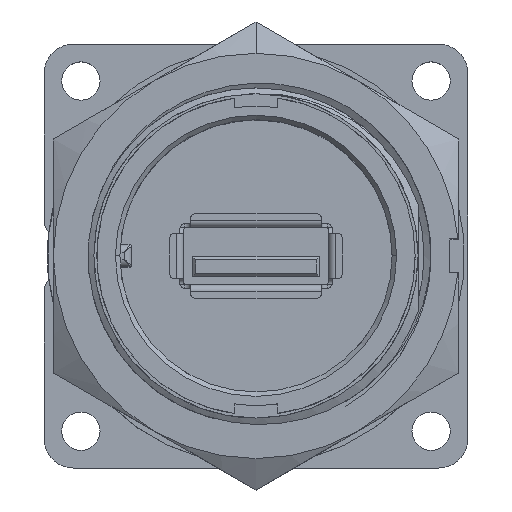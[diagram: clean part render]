
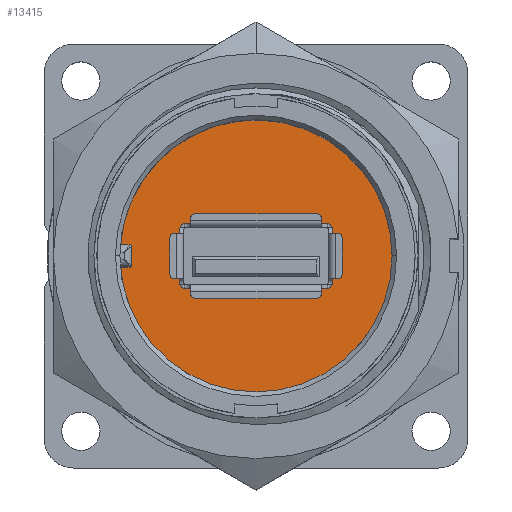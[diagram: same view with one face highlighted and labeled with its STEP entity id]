
A CAD part, top view. The second image highlights one B-rep face of the part: STEP entity #13415.
In plain terms, the highlighted planar face has unit normal (0, 0, 1).
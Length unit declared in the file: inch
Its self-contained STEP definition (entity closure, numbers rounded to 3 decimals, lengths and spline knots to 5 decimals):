
#555 = PLANE ( 'NONE',  #35523 ) ;
#556 = CARTESIAN_POINT ( 'NONE',  ( 0., 0., -0.13 ) ) ;
#557 = DIRECTION ( 'NONE',  ( 0., 0., 1. ) ) ;
#558 = DIRECTION ( 'NONE',  ( 1., 0., 0. ) ) ;
#566 = CARTESIAN_POINT ( 'NONE',  ( 0.236, -0.111, -0.13 ) ) ;
#570 = CARTESIAN_POINT ( 'NONE',  ( 0.236, 0.111, -0.13 ) ) ;
#582 = CARTESIAN_POINT ( 'NONE',  ( -0.26, 0.087, -0.13 ) ) ;
#589 = CARTESIAN_POINT ( 'NONE',  ( 0.462, 0., -0.13 ) ) ;
#656 = CARTESIAN_POINT ( 'NONE',  ( -0.427, 0.0375, -0.13 ) ) ;
#1733 = LINE ( 'NONE', #1734, #35592 ) ;
#1734 = CARTESIAN_POINT ( 'NONE',  ( -0.24, 0.111, -0.13 ) ) ;
#1735 = DIRECTION ( 'NONE',  ( -1., 0., 0. ) ) ;
#1763 = CARTESIAN_POINT ( 'NONE',  ( -0.236, 0.087, -0.13 ) ) ;
#1764 = DIRECTION ( 'NONE',  ( 0., 0., -1. ) ) ;
#1765 = DIRECTION ( 'NONE',  ( 1., 0., 0. ) ) ;
#1818 = LINE ( 'NONE', #1819, #35605 ) ;
#1819 = CARTESIAN_POINT ( 'NONE',  ( -0.422, -0.0375, -0.13 ) ) ;
#1820 = DIRECTION ( 'NONE',  ( 1., 0., 0. ) ) ;
#1824 = CARTESIAN_POINT ( 'NONE',  ( 0., 0., -0.13 ) ) ;
#1828 = DIRECTION ( 'NONE',  ( 0., 0., 1. ) ) ;
#1829 = DIRECTION ( 'NONE',  ( 1., 0., 0. ) ) ;
#1923 = LINE ( 'NONE', #1924, #35616 ) ;
#1924 = CARTESIAN_POINT ( 'NONE',  ( -0.24, -0.111, -0.13 ) ) ;
#1925 = DIRECTION ( 'NONE',  ( 1., 0., 0. ) ) ;
#1984 = CARTESIAN_POINT ( 'NONE',  ( 0.236, -0.087, -0.13 ) ) ;
#1985 = DIRECTION ( 'NONE',  ( 0., 0., -1. ) ) ;
#1986 = DIRECTION ( 'NONE',  ( 1., 0., 0. ) ) ;
#2003 = CARTESIAN_POINT ( 'NONE',  ( -0.427, 0.0325, -0.13 ) ) ;
#2007 = DIRECTION ( 'NONE',  ( 0., 0., -1. ) ) ;
#2008 = DIRECTION ( 'NONE',  ( 1., 0., 0. ) ) ;
#2009 = CARTESIAN_POINT ( 'NONE',  ( 0.236, 0.087, -0.13 ) ) ;
#2010 = DIRECTION ( 'NONE',  ( 0., 0., -1. ) ) ;
#2011 = DIRECTION ( 'NONE',  ( 1., 0., 0. ) ) ;
#2045 = CARTESIAN_POINT ( 'NONE',  ( -0.427, -0.0325, -0.13 ) ) ;
#2046 = DIRECTION ( 'NONE',  ( 0., 0., -1. ) ) ;
#2047 = DIRECTION ( 'NONE',  ( 1., 0., 0. ) ) ;
#2069 = LINE ( 'NONE', #2070, #35635 ) ;
#2070 = CARTESIAN_POINT ( 'NONE',  ( -0.26, 0.111, -0.13 ) ) ;
#2071 = DIRECTION ( 'NONE',  ( 0., 1., 0. ) ) ;
#2096 = LINE ( 'NONE', #2097, #35641 ) ;
#2097 = CARTESIAN_POINT ( 'NONE',  ( -0.46048, 0.0375, -0.13 ) ) ;
#2098 = DIRECTION ( 'NONE',  ( -1., 0., 0. ) ) ;
#2104 = CARTESIAN_POINT ( 'NONE',  ( -0.236, -0.087, -0.13 ) ) ;
#2105 = DIRECTION ( 'NONE',  ( 0., 0., -1. ) ) ;
#2106 = DIRECTION ( 'NONE',  ( 1., 0., 0. ) ) ;
#2190 = LINE ( 'NONE', #2191, #35648 ) ;
#2191 = CARTESIAN_POINT ( 'NONE',  ( 0.26, 0.111, -0.13 ) ) ;
#2192 = DIRECTION ( 'NONE',  ( 0., -1., 0. ) ) ;
#2205 = LINE ( 'NONE', #2206, #35650 ) ;
#2206 = CARTESIAN_POINT ( 'NONE',  ( -0.422, 0.0375, -0.13 ) ) ;
#2207 = DIRECTION ( 'NONE',  ( 0., 1., 0. ) ) ;
#3118 = CARTESIAN_POINT ( 'NONE',  ( -0.427, -0.0375, -0.13 ) ) ;
#3183 = CARTESIAN_POINT ( 'NONE',  ( -0.46048, -0.0375, -0.13 ) ) ;
#3302 = CARTESIAN_POINT ( 'NONE',  ( -0.422, -0.0325, -0.13 ) ) ;
#3317 = CARTESIAN_POINT ( 'NONE',  ( -0.422, 0.0325, -0.13 ) ) ;
#3342 = CARTESIAN_POINT ( 'NONE',  ( 0.26, -0.087, -0.13 ) ) ;
#3348 = CARTESIAN_POINT ( 'NONE',  ( -0.236, -0.111, -0.13 ) ) ;
#3351 = CARTESIAN_POINT ( 'NONE',  ( -0.26, -0.087, -0.13 ) ) ;
#3357 = CARTESIAN_POINT ( 'NONE',  ( -0.236, 0.111, -0.13 ) ) ;
#3364 = CARTESIAN_POINT ( 'NONE',  ( -0.46048, 0.0375, -0.13 ) ) ;
#3368 = CARTESIAN_POINT ( 'NONE',  ( 0.26, 0.087, -0.13 ) ) ;
#5620 = CIRCLE ( 'NONE', #8034, 0.462 ) ;
#8034 = AXIS2_PLACEMENT_3D ( 'NONE', #8591, #8598, #8599 ) ;
#8591 = CARTESIAN_POINT ( 'NONE',  ( 0., 0., -0.13 ) ) ;
#8598 = DIRECTION ( 'NONE',  ( 0., 0., 1. ) ) ;
#8599 = DIRECTION ( 'NONE',  ( 1., 0., 0. ) ) ;
#13415 = ADVANCED_FACE ( 'NONE', ( #35519, #35522 ), #555, .T. ) ;
#13423 = VERTEX_POINT ( 'NONE', #566 ) ;
#13427 = VERTEX_POINT ( 'NONE', #570 ) ;
#13439 = VERTEX_POINT ( 'NONE', #582 ) ;
#13446 = VERTEX_POINT ( 'NONE', #589 ) ;
#13513 = VERTEX_POINT ( 'NONE', #656 ) ;
#13938 = EDGE_CURVE ( 'NONE', #13427, #21202, #1733, .T. ) ;
#13945 = EDGE_CURVE ( 'NONE', #13439, #21202, #27368, .T. ) ;
#13959 = EDGE_CURVE ( 'NONE', #21028, #20962, #1818, .T. ) ;
#13962 = EDGE_CURVE ( 'NONE', #13446, #21209, #27373, .T. ) ;
#13979 = EDGE_CURVE ( 'NONE', #21193, #13423, #1923, .T. ) ;
#13989 = EDGE_CURVE ( 'NONE', #21187, #13423, #27379, .T. ) ;
#13996 = EDGE_CURVE ( 'NONE', #13513, #21162, #27381, .T. ) ;
#13997 = EDGE_CURVE ( 'NONE', #13427, #21213, #27382, .T. ) ;
#14004 = EDGE_CURVE ( 'NONE', #21147, #20962, #27384, .T. ) ;
#14011 = EDGE_CURVE ( 'NONE', #21196, #13439, #2069, .T. ) ;
#14019 = EDGE_CURVE ( 'NONE', #13513, #21209, #2096, .T. ) ;
#14021 = EDGE_CURVE ( 'NONE', #21193, #21196, #27387, .T. ) ;
#14038 = EDGE_CURVE ( 'NONE', #21213, #21187, #2190, .T. ) ;
#14043 = EDGE_CURVE ( 'NONE', #21147, #21162, #2205, .T. ) ;
#20962 = VERTEX_POINT ( 'NONE', #3118 ) ;
#21028 = VERTEX_POINT ( 'NONE', #3183 ) ;
#21147 = VERTEX_POINT ( 'NONE', #3302 ) ;
#21162 = VERTEX_POINT ( 'NONE', #3317 ) ;
#21187 = VERTEX_POINT ( 'NONE', #3342 ) ;
#21193 = VERTEX_POINT ( 'NONE', #3348 ) ;
#21196 = VERTEX_POINT ( 'NONE', #3351 ) ;
#21202 = VERTEX_POINT ( 'NONE', #3357 ) ;
#21209 = VERTEX_POINT ( 'NONE', #3364 ) ;
#21213 = VERTEX_POINT ( 'NONE', #3368 ) ;
#21299 = ORIENTED_EDGE ( 'NONE', *, *, #14011, .T. ) ;
#21315 = ORIENTED_EDGE ( 'NONE', *, *, #13938, .F. ) ;
#21323 = ORIENTED_EDGE ( 'NONE', *, *, #13997, .T. ) ;
#21330 = ORIENTED_EDGE ( 'NONE', *, *, #14019, .F. ) ;
#21338 = ORIENTED_EDGE ( 'NONE', *, *, #14038, .T. ) ;
#21343 = ORIENTED_EDGE ( 'NONE', *, *, #13962, .T. ) ;
#21345 = ORIENTED_EDGE ( 'NONE', *, *, #13989, .T. ) ;
#21361 = ORIENTED_EDGE ( 'NONE', *, *, #24890, .T. ) ;
#21364 = ORIENTED_EDGE ( 'NONE', *, *, #13996, .T. ) ;
#21384 = ORIENTED_EDGE ( 'NONE', *, *, #14021, .T. ) ;
#21390 = ORIENTED_EDGE ( 'NONE', *, *, #13945, .T. ) ;
#21403 = ORIENTED_EDGE ( 'NONE', *, *, #13979, .F. ) ;
#21415 = ORIENTED_EDGE ( 'NONE', *, *, #13959, .F. ) ;
#21421 = ORIENTED_EDGE ( 'NONE', *, *, #14043, .F. ) ;
#21422 = ORIENTED_EDGE ( 'NONE', *, *, #14004, .T. ) ;
#24890 = EDGE_CURVE ( 'NONE', #21028, #13446, #5620, .T. ) ;
#27368 = CIRCLE ( 'NONE', #35591, 0.024 ) ;
#27373 = CIRCLE ( 'NONE', #35606, 0.462 ) ;
#27379 = CIRCLE ( 'NONE', #35620, 0.024 ) ;
#27381 = CIRCLE ( 'NONE', #35625, 0.005 ) ;
#27382 = CIRCLE ( 'NONE', #35624, 0.024 ) ;
#27384 = CIRCLE ( 'NONE', #35621, 0.005 ) ;
#27387 = CIRCLE ( 'NONE', #35638, 0.024 ) ;
#27982 = EDGE_LOOP ( 'NONE', ( #21299, #21390, #21315, #21323, #21338, #21345, #21403, #21384 ) ) ;
#28358 = EDGE_LOOP ( 'NONE', ( #21421, #21422, #21415, #21361, #21343, #21330, #21364 ) ) ;
#35519 = FACE_OUTER_BOUND ( 'NONE', #28358, .T. ) ;
#35522 = FACE_BOUND ( 'NONE', #27982, .T. ) ;
#35523 = AXIS2_PLACEMENT_3D ( 'NONE', #556, #557, #558 ) ;
#35591 = AXIS2_PLACEMENT_3D ( 'NONE', #1763, #1764, #1765 ) ;
#35592 = VECTOR ( 'NONE', #1735, 39.37008 ) ;
#35605 = VECTOR ( 'NONE', #1820, 39.37008 ) ;
#35606 = AXIS2_PLACEMENT_3D ( 'NONE', #1824, #1828, #1829 ) ;
#35616 = VECTOR ( 'NONE', #1925, 39.37008 ) ;
#35620 = AXIS2_PLACEMENT_3D ( 'NONE', #1984, #1985, #1986 ) ;
#35621 = AXIS2_PLACEMENT_3D ( 'NONE', #2045, #2046, #2047 ) ;
#35624 = AXIS2_PLACEMENT_3D ( 'NONE', #2009, #2010, #2011 ) ;
#35625 = AXIS2_PLACEMENT_3D ( 'NONE', #2003, #2007, #2008 ) ;
#35635 = VECTOR ( 'NONE', #2071, 39.37008 ) ;
#35638 = AXIS2_PLACEMENT_3D ( 'NONE', #2104, #2105, #2106 ) ;
#35641 = VECTOR ( 'NONE', #2098, 39.37008 ) ;
#35648 = VECTOR ( 'NONE', #2192, 39.37008 ) ;
#35650 = VECTOR ( 'NONE', #2207, 39.37008 ) ;
